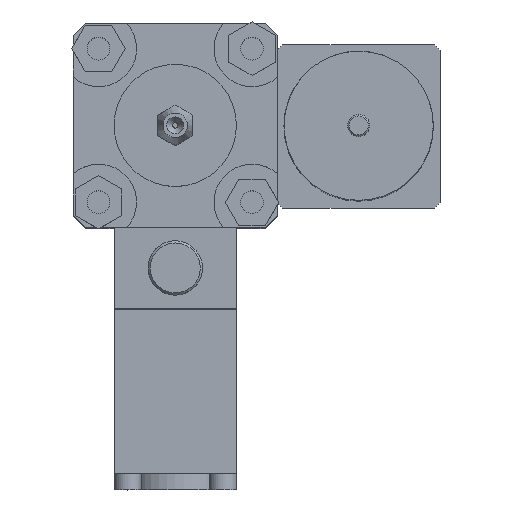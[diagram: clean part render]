
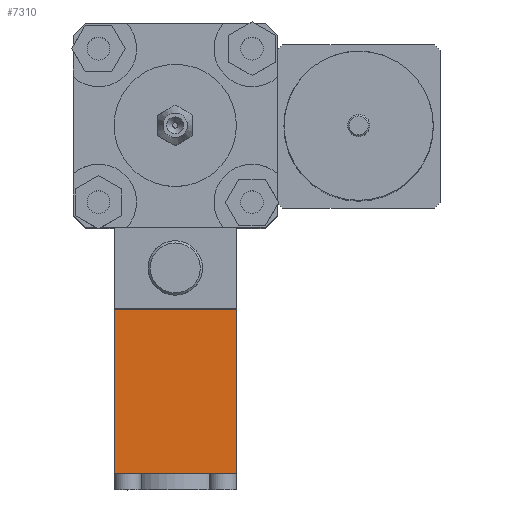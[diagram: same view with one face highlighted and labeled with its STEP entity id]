
A CAD part, top view. The second image highlights one B-rep face of the part: STEP entity #7310.
In plain terms, the highlighted face is planar.
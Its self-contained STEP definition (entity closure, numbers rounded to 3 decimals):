
#6936=CARTESIAN_POINT('',(17.5,22.5,60.5));
#6937=VERTEX_POINT('',#6936);
#6980=CARTESIAN_POINT('',(-17.5,22.5,60.5));
#6981=VERTEX_POINT('',#6980);
#7085=CARTESIAN_POINT('',(-22.5,22.5,60.5));
#7086=VERTEX_POINT('',#7085);
#7087=CARTESIAN_POINT('',(-22.5,22.5,60.5));
#7088=DIRECTION('',(1.0,0.0,0.0));
#7089=VECTOR('',#7088,5.);
#7090=LINE('',#7087,#7089);
#7091=EDGE_CURVE('',#7086,#6981,#7090,.T.);
#7108=CARTESIAN_POINT('',(22.5,22.5,60.5));
#7109=VERTEX_POINT('',#7108);
#7116=CARTESIAN_POINT('',(17.5,22.5,60.5));
#7117=DIRECTION('',(1.0,0.0,0.0));
#7118=VECTOR('',#7117,5.);
#7119=LINE('',#7116,#7118);
#7120=EDGE_CURVE('',#6937,#7109,#7119,.T.);
#7168=CARTESIAN_POINT('',(-17.5,22.5,60.5));
#7169=DIRECTION('',(1.0,0.0,0.0));
#7170=VECTOR('',#7169,35.0);
#7171=LINE('',#7168,#7170);
#7172=EDGE_CURVE('',#6981,#6937,#7171,.T.);
#7264=CARTESIAN_POINT('',(-22.5,22.5,0.0));
#7265=VERTEX_POINT('',#7264);
#7266=CARTESIAN_POINT('',(-22.5,22.5,0.0));
#7267=DIRECTION('',(0.0,0.0,1.0));
#7268=VECTOR('',#7267,60.5);
#7269=LINE('',#7266,#7268);
#7270=EDGE_CURVE('',#7265,#7086,#7269,.T.);
#7285=CARTESIAN_POINT('',(-22.5,22.5,0.0));
#7286=DIRECTION('',(0.0,1.0,0.0));
#7287=DIRECTION('',(0.0,0.0,1.0));
#7288=AXIS2_PLACEMENT_3D('',#7285,#7286,#7287);
#7289=PLANE('',#7288);
#7290=ORIENTED_EDGE('',*,*,#7091,.T.);
#7291=ORIENTED_EDGE('',*,*,#7172,.T.);
#7292=ORIENTED_EDGE('',*,*,#7120,.T.);
#7293=CARTESIAN_POINT('',(22.5,22.5,0.0));
#7294=VERTEX_POINT('',#7293);
#7295=CARTESIAN_POINT('',(22.5,22.5,0.0));
#7296=DIRECTION('',(0.0,0.0,1.0));
#7297=VECTOR('',#7296,60.5);
#7298=LINE('',#7295,#7297);
#7299=EDGE_CURVE('',#7294,#7109,#7298,.T.);
#7300=ORIENTED_EDGE('',*,*,#7299,.F.);
#7301=CARTESIAN_POINT('',(22.5,22.5,0.0));
#7302=DIRECTION('',(-1.0,0.0,0.0));
#7303=VECTOR('',#7302,45.0);
#7304=LINE('',#7301,#7303);
#7305=EDGE_CURVE('',#7294,#7265,#7304,.T.);
#7306=ORIENTED_EDGE('',*,*,#7305,.T.);
#7307=ORIENTED_EDGE('',*,*,#7270,.T.);
#7308=EDGE_LOOP('',(#7290,#7291,#7292,#7300,#7306,#7307));
#7309=FACE_OUTER_BOUND('',#7308,.T.);
#7310=ADVANCED_FACE('',(#7309),#7289,.T.);
